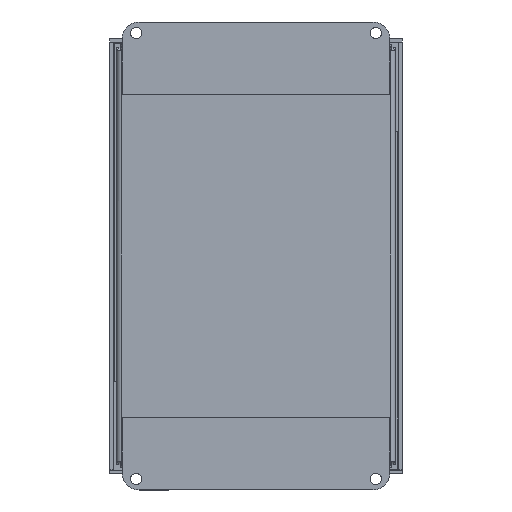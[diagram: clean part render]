
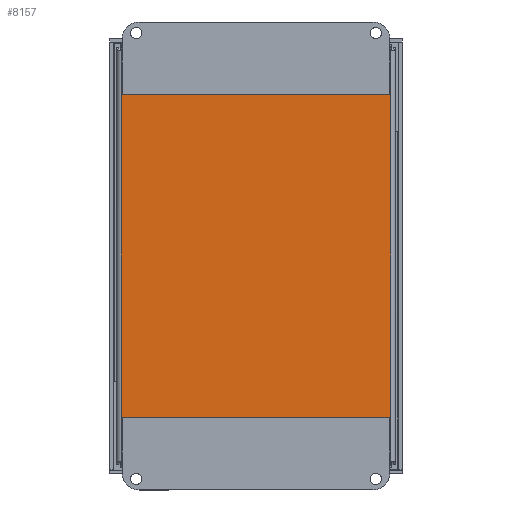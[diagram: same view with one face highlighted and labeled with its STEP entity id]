
A CAD part, top view. The second image highlights one B-rep face of the part: STEP entity #8157.
In plain terms, the highlighted face is planar.
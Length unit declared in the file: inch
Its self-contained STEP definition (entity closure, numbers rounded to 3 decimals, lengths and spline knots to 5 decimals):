
#497=CIRCLE('',#8836,0.07);
#501=CIRCLE('',#8842,0.07);
#502=CIRCLE('',#8844,0.07);
#503=CIRCLE('',#8845,0.07);
#911=PLANE('',#8843);
#1336=FACE_OUTER_BOUND('',#1837,.T.);
#1837=EDGE_LOOP('',(#7335,#7336,#7337,#7338,#7339,#7340,#7341,#7342));
#2576=LINE('',#13959,#3315);
#2589=LINE('',#14097,#3328);
#2599=LINE('',#14215,#3338);
#2610=LINE('',#14315,#3349);
#3315=VECTOR('',#10829,9.26142);
#3328=VECTOR('',#10864,6.01142);
#3338=VECTOR('',#10886,9.26142);
#3349=VECTOR('',#10915,6.01142);
#4087=VERTEX_POINT('',#13895);
#4088=VERTEX_POINT('',#13942);
#4099=VERTEX_POINT('',#14032);
#4100=VERTEX_POINT('',#14080);
#4105=VERTEX_POINT('',#14151);
#4106=VERTEX_POINT('',#14198);
#4117=VERTEX_POINT('',#14282);
#4118=VERTEX_POINT('',#14301);
#5140=EDGE_CURVE('',#4087,#4088,#2576,.T.);
#5161=EDGE_CURVE('',#4099,#4100,#2589,.T.);
#5175=EDGE_CURVE('',#4105,#4106,#2599,.T.);
#5194=EDGE_CURVE('',#4117,#4118,#2610,.T.);
#5198=EDGE_CURVE('',#4118,#4105,#497,.T.);
#5202=EDGE_CURVE('',#4088,#4117,#501,.T.);
#5203=EDGE_CURVE('',#4106,#4099,#502,.T.);
#5204=EDGE_CURVE('',#4100,#4087,#503,.T.);
#7335=ORIENTED_EDGE('',*,*,#5194,.T.);
#7336=ORIENTED_EDGE('',*,*,#5198,.T.);
#7337=ORIENTED_EDGE('',*,*,#5175,.T.);
#7338=ORIENTED_EDGE('',*,*,#5203,.T.);
#7339=ORIENTED_EDGE('',*,*,#5161,.T.);
#7340=ORIENTED_EDGE('',*,*,#5204,.T.);
#7341=ORIENTED_EDGE('',*,*,#5140,.T.);
#7342=ORIENTED_EDGE('',*,*,#5202,.T.);
#8157=ADVANCED_FACE('',(#1336),#911,.F.);
#8836=AXIS2_PLACEMENT_3D('',#14350,#10926,#10927);
#8842=AXIS2_PLACEMENT_3D('',#14356,#10938,#10939);
#8843=AXIS2_PLACEMENT_3D('',#14357,#10940,#10941);
#8844=AXIS2_PLACEMENT_3D('',#14358,#10942,#10943);
#8845=AXIS2_PLACEMENT_3D('',#14359,#10944,#10945);
#10829=DIRECTION('',(0.,-1.,0.));
#10864=DIRECTION('',(1.,0.,0.));
#10886=DIRECTION('',(0.,1.,0.));
#10915=DIRECTION('',(-1.,0.,0.));
#10926=DIRECTION('center_axis',(0.,0.,1.));
#10927=DIRECTION('ref_axis',(1.,0.,0.));
#10938=DIRECTION('center_axis',(0.,0.,1.));
#10939=DIRECTION('ref_axis',(1.,0.,0.));
#10940=DIRECTION('center_axis',(0.,0.,1.));
#10941=DIRECTION('ref_axis',(1.,0.,0.));
#10942=DIRECTION('center_axis',(0.,0.,1.));
#10943=DIRECTION('ref_axis',(1.,0.,0.));
#10944=DIRECTION('center_axis',(0.,0.,1.));
#10945=DIRECTION('ref_axis',(1.,0.,0.));
#13895=CARTESIAN_POINT('',(6.14475,9.38071,0.));
#13942=CARTESIAN_POINT('',(6.14475,0.11929,0.));
#13959=CARTESIAN_POINT('',(6.14475,7.07238,0.));
#14032=CARTESIAN_POINT('',(0.11929,9.39475,0.));
#14080=CARTESIAN_POINT('',(6.13071,9.39475,0.));
#14097=CARTESIAN_POINT('',(1.61513,9.39475,0.));
#14151=CARTESIAN_POINT('',(0.10525,0.11929,0.));
#14198=CARTESIAN_POINT('',(0.10525,9.38071,0.));
#14215=CARTESIAN_POINT('',(0.10525,2.42763,0.));
#14282=CARTESIAN_POINT('',(6.13071,0.10525,0.));
#14301=CARTESIAN_POINT('',(0.11929,0.10525,0.));
#14315=CARTESIAN_POINT('',(4.63488,0.10525,0.));
#14350=CARTESIAN_POINT('Origin',(0.06327,0.06327,
0.));
#14356=CARTESIAN_POINT('Origin',(6.18673,0.06327,0.));
#14357=CARTESIAN_POINT('Origin',(3.125,4.75,0.));
#14358=CARTESIAN_POINT('Origin',(0.06327,9.43673,0.));
#14359=CARTESIAN_POINT('Origin',(6.18673,9.43673,0.));
